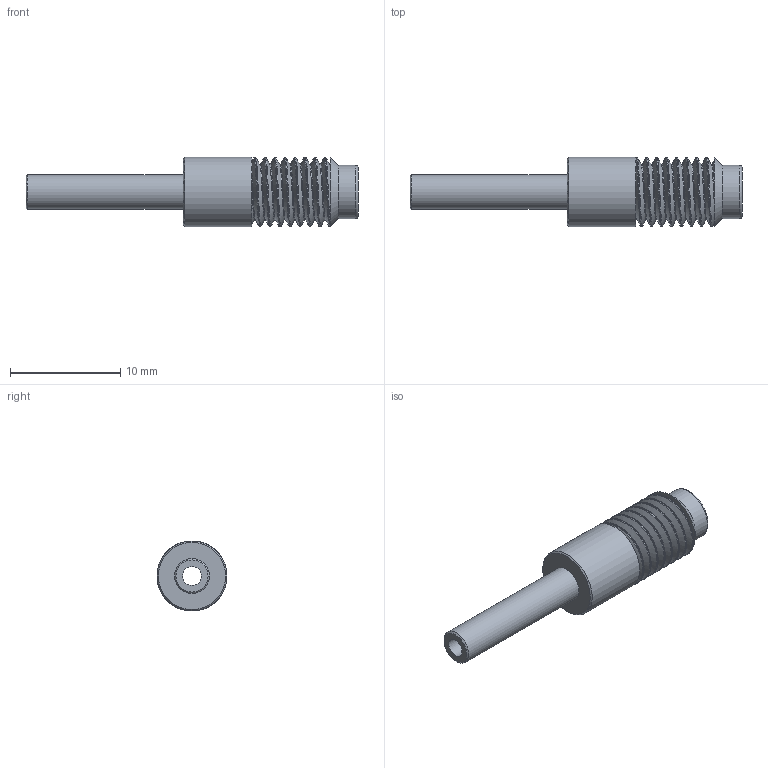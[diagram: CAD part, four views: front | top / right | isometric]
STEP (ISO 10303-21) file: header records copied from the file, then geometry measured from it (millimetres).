
FILE_DESCRIPTION((''),'2;1');
FILE_NAME('312780-CTA2S6 Tube adapter.stp','2013-08-19T16:51:21',('Franzp'),(''),'Autodesk Inventor 2013','Autodesk Inventor 2013','');
FILE_SCHEMA(('AUTOMOTIVE_DESIGN { 1 0 10303 214 1 1 1 1 }'));
Length unit declared in the file: millimetre
Products named in the file (1): 312780
Bounding box: 30.15 x 6.35 x 6.35 mm (x, y, z)
Volume: 473.8 mm3; surface area: 1009.4 mm2
Topology: 2 solids, 2 shells, 24 faces, 49 edges, 32 vertices
Faces by surface type: plane 7, cylinder 7, bspline 6, cone 3, torus 1
Full cylindrical faces by diameter (mm): 1.7 x1, 3.175 x1, 4.826 x1, 5.005 x2, 6.35 x1
Entity records: 3771 total; most frequent: CARTESIAN_POINT 3316, DIRECTION 74, ORIENTED_EDGE 74, EDGE_LOOP 41, AXIS2_PLACEMENT_3D 37, EDGE_CURVE 37, VERTEX_POINT 30, FACE_OUTER_BOUND 24
